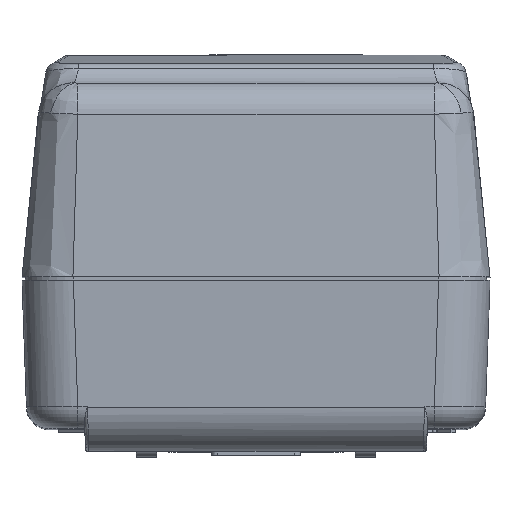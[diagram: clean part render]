
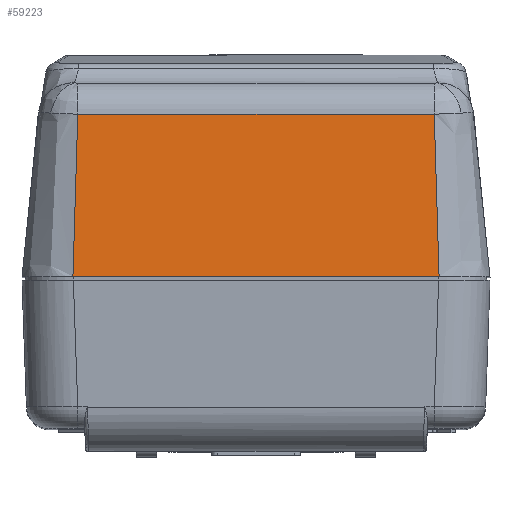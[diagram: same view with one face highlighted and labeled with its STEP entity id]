
A CAD part, top view. The second image highlights one B-rep face of the part: STEP entity #59223.
In plain terms, the highlighted planar face has unit normal (0, 0.062, 0.998).
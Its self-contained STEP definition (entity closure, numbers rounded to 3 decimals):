
#53260=DIRECTION('',(-1.,0.,0.));
#53261=VECTOR('',#53260,31.229);
#53262=CARTESIAN_POINT('',(15.614,14.236,36.114));
#53263=LINE('',#53262,#53261);
#53295=CARTESIAN_POINT('',(-15.614,14.236,
36.114));
#53296=CARTESIAN_POINT('',(-15.654,12.775,
36.206));
#53297=CARTESIAN_POINT('',(-15.732,9.773,
36.393));
#53298=CARTESIAN_POINT('',(-15.873,5.028,
36.69));
#53299=CARTESIAN_POINT('',(-15.98,1.703,
36.897));
#53300=CARTESIAN_POINT('',(-16.038,0.,37.004));
#53687=CARTESIAN_POINT('',(15.614,14.236,36.114));
#53688=CARTESIAN_POINT('',(15.655,12.744,36.207));
#53689=CARTESIAN_POINT('',(15.733,9.7,36.398));
#53690=CARTESIAN_POINT('',(15.875,4.958,36.694));
#53691=CARTESIAN_POINT('',(15.981,1.673,36.899));
#53692=CARTESIAN_POINT('',(16.038,0.,
37.004));
#53694=DIRECTION('',(-1.,0.,0.));
#53695=VECTOR('',#53694,32.075);
#53696=CARTESIAN_POINT('',(16.038,0.,
37.004));
#53697=LINE('',#53696,#53695);
#55960=VERTEX_POINT('',#53295);
#55961=VERTEX_POINT('',#53300);
#55962=CARTESIAN_POINT('',(15.614,14.236,36.114));
#55963=VERTEX_POINT('',#55962);
#55964=VERTEX_POINT('',#53692);
#59212=CARTESIAN_POINT('',(0.,7.118,
36.559));
#59213=DIRECTION('',(0.,0.062,0.998));
#59214=DIRECTION('',(1.,0.,0.));
#59215=AXIS2_PLACEMENT_3D('',#59212,#59213,#59214);
#59216=PLANE('',#59215);
#59217=ORIENTED_EDGE('',*,*,#57936,.F.);
#59218=ORIENTED_EDGE('',*,*,#57828,.F.);
#59219=ORIENTED_EDGE('',*,*,#57766,.T.);
#59220=ORIENTED_EDGE('',*,*,#56877,.T.);
#59221=EDGE_LOOP('',(#59217,#59218,#59219,#59220));
#59222=FACE_OUTER_BOUND('',#59221,.F.);
#59223=ADVANCED_FACE('',(#59222),#59216,.T.);
#53301=B_SPLINE_CURVE_WITH_KNOTS('',3,(#53295,#53296,#53297,#53298,#53299,
#53300),.UNSPECIFIED.,.F.,.F.,(4,1,1,4),(0.,0.333,
0.667,1.),.UNSPECIFIED.);
#53693=B_SPLINE_CURVE_WITH_KNOTS('',3,(#53687,#53688,#53689,#53690,#53691,
#53692),.UNSPECIFIED.,.F.,.F.,(4,1,1,4),(0.,0.333,
0.667,1.),.UNSPECIFIED.);
#56877=EDGE_CURVE('',#55964,#55961,#53697,.T.);
#57766=EDGE_CURVE('',#55963,#55964,#53693,.T.);
#57828=EDGE_CURVE('',#55963,#55960,#53263,.T.);
#57936=EDGE_CURVE('',#55960,#55961,#53301,.T.);
